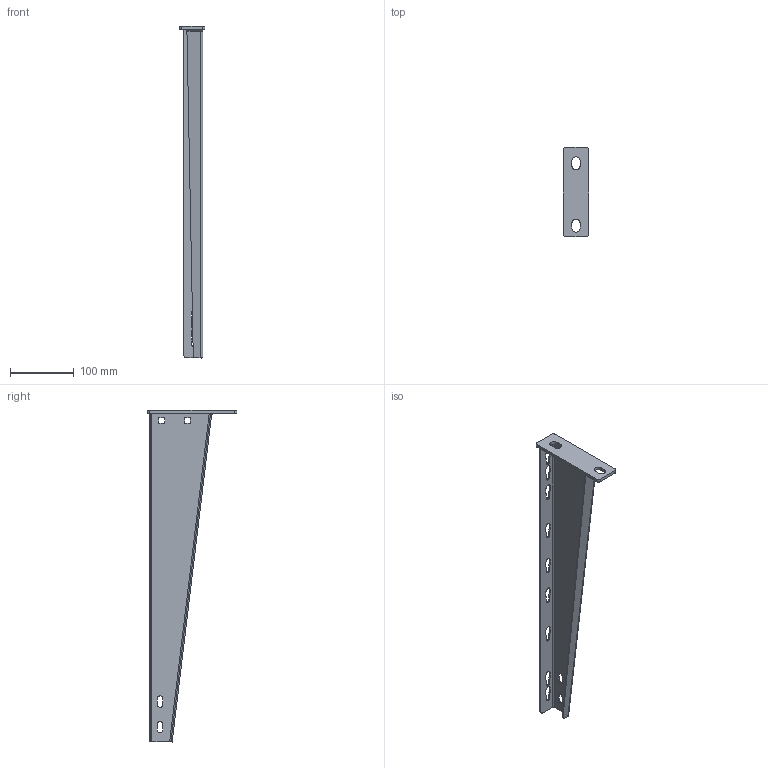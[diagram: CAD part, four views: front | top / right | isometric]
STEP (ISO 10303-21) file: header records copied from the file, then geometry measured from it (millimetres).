
FILE_DESCRIPTION((''),'2;1');
FILE_NAME('711150_ASM','2018-11-08T17:22:09',('tomasz.grudniewski'),(''),'CREO PARAMETRIC BY PTC INC, 2018260','CREO PARAMETRIC BY PTC INC, 2018260','');
FILE_SCHEMA(('CONFIG_CONTROL_DESIGN'));
Length unit declared in the file: millimetre
Products named in the file (3): PODSTAWA_40X140_PRT; WMC_RAMIE_500_PRT; 711150_ASM
Assembly tree (2 placements, depth 2):
  711150_ASM
    PODSTAWA_40X140_PRT
    WMC_RAMIE_500_PRT
Bounding box: 40 x 140 x 520.26 mm (x, y, z)
Volume: 134986.6 mm3; surface area: 126500.4 mm2
Topology: 2 solids, 3 shells, 135 faces, 378 edges, 248 vertices
Faces by surface type: plane 95, cylinder 36, bspline 3, cone 1
Entity records: 4571 total; most frequent: CARTESIAN_POINT 916, ORIENTED_EDGE 744, DIRECTION 715, EDGE_CURVE 378, VECTOR 301, LINE 301, VERTEX_POINT 248, AXIS2_PLACEMENT_3D 207
